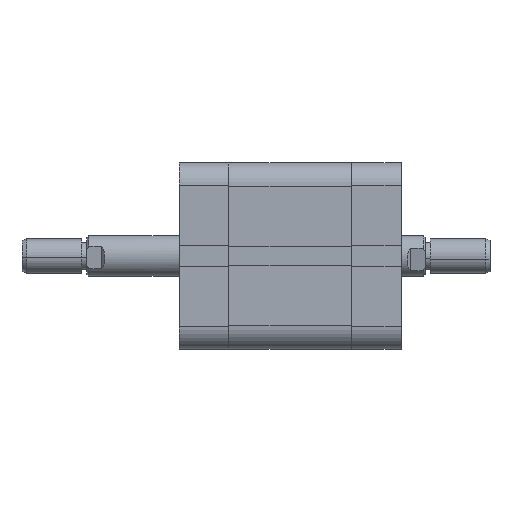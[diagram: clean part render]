
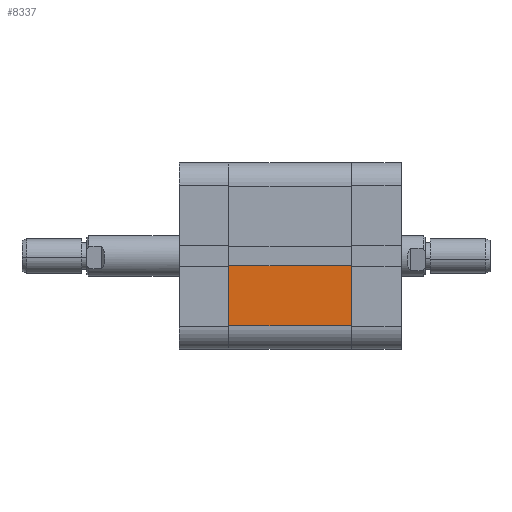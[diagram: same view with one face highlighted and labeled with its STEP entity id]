
A CAD part, front view. The second image highlights one B-rep face of the part: STEP entity #8337.
In plain terms, the highlighted planar face has unit normal (0, -1, 0).
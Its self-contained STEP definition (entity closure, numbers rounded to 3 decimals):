
#631 = CARTESIAN_POINT ( 'NONE',  ( 36.001, -27.25, -2.8 ) ) ;
#992 = CARTESIAN_POINT ( 'NONE',  ( 0., -27.25, -20.45 ) ) ;
#2596 = CARTESIAN_POINT ( 'NONE',  ( 36., -27.25, -20.45 ) ) ;
#2704 = VECTOR ( 'NONE', #5279, 1000. ) ;
#4017 = LINE ( 'NONE', #631, #19322 ) ;
#4213 = EDGE_LOOP ( 'NONE', ( #6852, #5791, #16617, #12521 ) ) ;
#4322 = DIRECTION ( 'NONE',  ( 0., 0., -1. ) ) ;
#5015 = DIRECTION ( 'NONE',  ( -1., 0., 0. ) ) ;
#5032 = CARTESIAN_POINT ( 'NONE',  ( 36., -27.25, -20.45 ) ) ;
#5279 = DIRECTION ( 'NONE',  ( 0., 0., -1. ) ) ;
#5661 = DIRECTION ( 'NONE',  ( 1., 0., 0. ) ) ;
#5669 = DIRECTION ( 'NONE',  ( 0., 1., 0. ) ) ;
#5791 = ORIENTED_EDGE ( 'NONE', *, *, #6934, .T. ) ;
#6323 = CARTESIAN_POINT ( 'NONE',  ( 0., -27.25, -27.25 ) ) ;
#6852 = ORIENTED_EDGE ( 'NONE', *, *, #15784, .T. ) ;
#6934 = EDGE_CURVE ( 'NONE', #20362, #15486, #18800, .T. ) ;
#7348 = LINE ( 'NONE', #2596, #11083 ) ;
#8337 = ADVANCED_FACE ( 'NONE', ( #20259 ), #18248, .F. ) ;
#10551 = DIRECTION ( 'NONE',  ( 0., 0., 1. ) ) ;
#11083 = VECTOR ( 'NONE', #5661, 1000. ) ;
#11875 = VERTEX_POINT ( 'NONE', #17008 ) ;
#12188 = EDGE_CURVE ( 'NONE', #15486, #16422, #7348, .T. ) ;
#12521 = ORIENTED_EDGE ( 'NONE', *, *, #13428, .F. ) ;
#13428 = EDGE_CURVE ( 'NONE', #11875, #16422, #13616, .T. ) ;
#13616 = LINE ( 'NONE', #16482, #2704 ) ;
#15486 = VERTEX_POINT ( 'NONE', #992 ) ;
#15784 = EDGE_CURVE ( 'NONE', #11875, #20362, #4017, .T. ) ;
#16422 = VERTEX_POINT ( 'NONE', #5032 ) ;
#16482 = CARTESIAN_POINT ( 'NONE',  ( 36., -27.25, -27.25 ) ) ;
#16617 = ORIENTED_EDGE ( 'NONE', *, *, #12188, .T. ) ;
#17008 = CARTESIAN_POINT ( 'NONE',  ( 36., -27.25, -2.8 ) ) ;
#17811 = VECTOR ( 'NONE', #4322, 1000. ) ;
#18048 = AXIS2_PLACEMENT_3D ( 'NONE', #18350, #5669, #10551 ) ;
#18248 = PLANE ( 'NONE',  #18048 ) ;
#18350 = CARTESIAN_POINT ( 'NONE',  ( 36., -27.25, -27.25 ) ) ;
#18800 = LINE ( 'NONE', #6323, #17811 ) ;
#19322 = VECTOR ( 'NONE', #5015, 1000. ) ;
#19855 = CARTESIAN_POINT ( 'NONE',  ( 0., -27.25, -2.8 ) ) ;
#20259 = FACE_OUTER_BOUND ( 'NONE', #4213, .T. ) ;
#20362 = VERTEX_POINT ( 'NONE', #19855 ) ;
